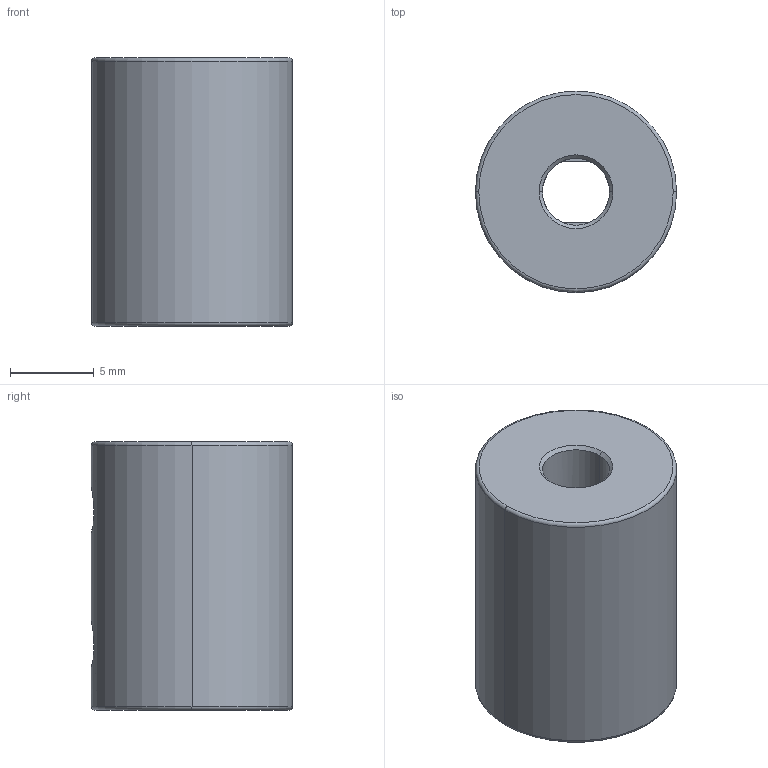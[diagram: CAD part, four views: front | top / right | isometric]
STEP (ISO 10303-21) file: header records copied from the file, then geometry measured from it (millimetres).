
FILE_DESCRIPTION (( 'STEP AP214' ), '1' );
FILE_NAME ('08-0037.STEP', '2025-09-11T13:09:22', ( '' ), ( '' ), 'SwSTEP 2.0', 'SolidWorks 2025', '' );
FILE_SCHEMA (( 'AUTOMOTIVE_DESIGN' ));
Length unit declared in the file: millimetre
Products named in the file (1): 08-0037
Bounding box: 12 x 12 x 16 mm (x, y, z)
Volume: 1530 mm3; surface area: 1107.6 mm2
Topology: 1 solids, 1 shells, 98 faces, 273 edges, 177 vertices
Faces by surface type: cylinder 65, bspline 14, plane 10, cone 5, torus 4
Entity records: 10860 total; most frequent: CARTESIAN_POINT 8785, ORIENTED_EDGE 546, DIRECTION 312, EDGE_CURVE 273, VERTEX_POINT 177, AXIS2_PLACEMENT_3D 120, EDGE_LOOP 104, ADVANCED_FACE 98
